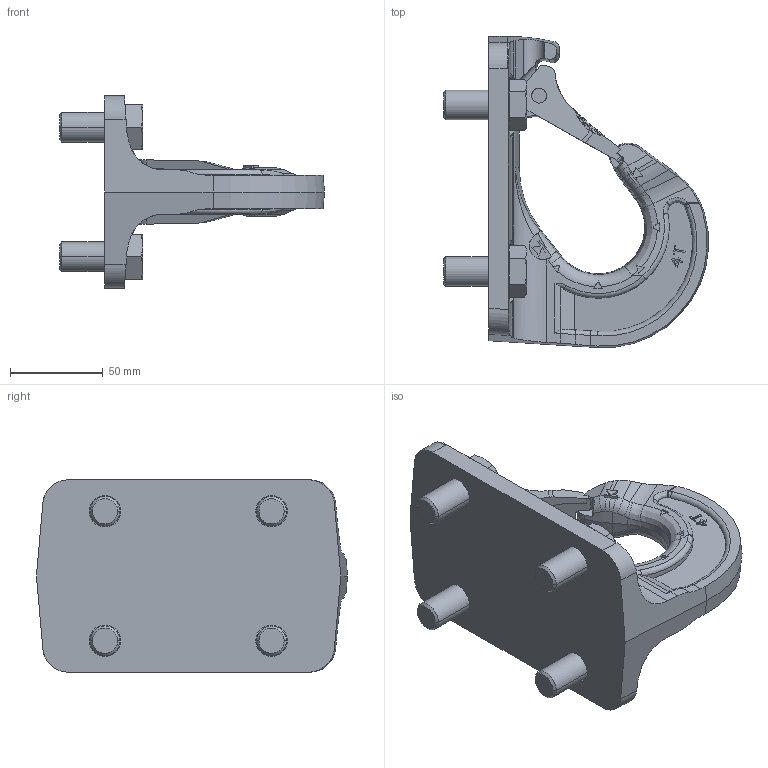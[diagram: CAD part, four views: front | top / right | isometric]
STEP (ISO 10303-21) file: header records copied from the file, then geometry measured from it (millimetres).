
FILE_DESCRIPTION((''),'2;1');
FILE_NAME('001-M31310-P-2_ASM','2012-04-20T',('Marcel.Bux'),(''),'PRO/ENGINEER BY PARAMETRIC TECHNOLOGY CORPORATION, 2010140','PRO/ENGINEER BY PARAMETRIC TECHNOLOGY CORPORATION, 2010140','');
FILE_SCHEMA(('CONFIG_CONTROL_DESIGN'));
Length unit declared in the file: millimetre
Products named in the file (4): 001-M31310-P-2_AF0; 001-M31192-001; 001-M31310-P-3; 001-M31310-P-2_ASM
Assembly tree (6 placements, depth 2):
  001-M31310-P-2_ASM
    001-M31310-P-2_AF0
    001-M31192-001
    001-M31310-P-3  x4
Bounding box: 143.15 x 168.05 x 104 mm (x, y, z)
Volume: 409695.9 mm3; surface area: 83189.9 mm2
Topology: 6 solids, 6 shells, 768 faces, 2062 edges, 1321 vertices
Faces by surface type: plane 482, cylinder 126, cone 58, bspline 45, sphere 30, torus 27
Entity records: 24459 total; most frequent: CARTESIAN_POINT 7477, ORIENTED_EDGE 3768, DIRECTION 3098, EDGE_CURVE 1884, VECTOR 1234, LINE 1234, VERTEX_POINT 1231, AXIS2_PLACEMENT_3D 932
